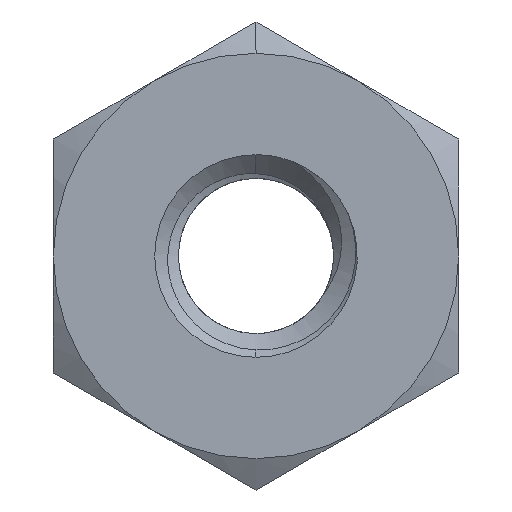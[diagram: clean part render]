
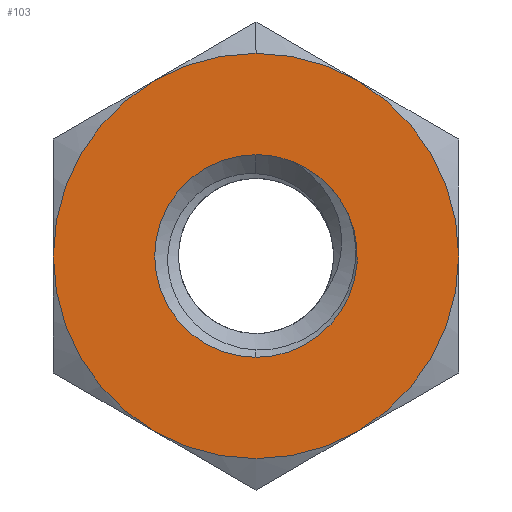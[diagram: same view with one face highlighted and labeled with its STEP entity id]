
A CAD part, front view. The second image highlights one B-rep face of the part: STEP entity #103.
In plain terms, the highlighted planar face has unit normal (0, -1, 0).
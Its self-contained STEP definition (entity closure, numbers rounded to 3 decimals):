
#1 = CIRCLE ( 'NONE', #805, 1.25 ) ;
#12 = ORIENTED_EDGE ( 'NONE', *, *, #35, .T. ) ;
#35 = EDGE_CURVE ( 'NONE', #630, #927, #1266, .T. ) ;
#72 = ORIENTED_EDGE ( 'NONE', *, *, #1388, .T. ) ;
#76 = DIRECTION ( 'NONE',  ( 0., 0., 1. ) ) ;
#103 = ADVANCED_FACE ( 'NONE', ( #207, #658 ), #1569, .F. ) ;
#152 = ORIENTED_EDGE ( 'NONE', *, *, #1212, .T. ) ;
#174 = AXIS2_PLACEMENT_3D ( 'NONE', #1278, #1878, #500 ) ;
#176 = CIRCLE ( 'NONE', #1736, 2.5 ) ;
#192 = VERTEX_POINT ( 'NONE', #672 ) ;
#207 = FACE_OUTER_BOUND ( 'NONE', #1248, .T. ) ;
#279 = AXIS2_PLACEMENT_3D ( 'NONE', #1060, #614, #1366 ) ;
#299 = DIRECTION ( 'NONE',  ( 0., 1., 0. ) ) ;
#326 = ORIENTED_EDGE ( 'NONE', *, *, #1368, .T. ) ;
#333 = VERTEX_POINT ( 'NONE', #1644 ) ;
#334 = AXIS2_PLACEMENT_3D ( 'NONE', #733, #299, #1810 ) ;
#355 = VERTEX_POINT ( 'NONE', #1367 ) ;
#387 = CIRCLE ( 'NONE', #834, 2.5 ) ;
#402 = DIRECTION ( 'NONE',  ( 0., 1., 0. ) ) ;
#410 = CARTESIAN_POINT ( 'NONE',  ( 0., -1., 0. ) ) ;
#422 = AXIS2_PLACEMENT_3D ( 'NONE', #1824, #1072, #916 ) ;
#435 = EDGE_CURVE ( 'NONE', #603, #630, #1, .T. ) ;
#453 = VERTEX_POINT ( 'NONE', #1058 ) ;
#468 = EDGE_LOOP ( 'NONE', ( #326, #988, #12, #152 ) ) ;
#489 = CIRCLE ( 'NONE', #1038, 2.5 ) ;
#494 = ORIENTED_EDGE ( 'NONE', *, *, #756, .T. ) ;
#500 = DIRECTION ( 'NONE',  ( 0., 0., 1. ) ) ;
#546 = DIRECTION ( 'NONE',  ( 0., -1., 0. ) ) ;
#553 = CIRCLE ( 'NONE', #1195, 1.25 ) ;
#603 = VERTEX_POINT ( 'NONE', #793 ) ;
#605 = DIRECTION ( 'NONE',  ( 0., -1., 0. ) ) ;
#614 = DIRECTION ( 'NONE',  ( 0., 1., 0. ) ) ;
#619 = CARTESIAN_POINT ( 'NONE',  ( 2.5, -1., 0. ) ) ;
#630 = VERTEX_POINT ( 'NONE', #663 ) ;
#631 = EDGE_CURVE ( 'NONE', #333, #1674, #176, .T. ) ;
#650 = CARTESIAN_POINT ( 'NONE',  ( 0., -1., 0. ) ) ;
#658 = FACE_BOUND ( 'NONE', #468, .T. ) ;
#663 = CARTESIAN_POINT ( 'NONE',  ( 0., -1., -1.25 ) ) ;
#672 = CARTESIAN_POINT ( 'NONE',  ( 0.436, -1., 1.172 ) ) ;
#723 = CARTESIAN_POINT ( 'NONE',  ( 1.25, -1., 2.165 ) ) ;
#733 = CARTESIAN_POINT ( 'NONE',  ( 0., -1., 0. ) ) ;
#739 = DIRECTION ( 'NONE',  ( 0., 1., 0. ) ) ;
#746 = CIRCLE ( 'NONE', #279, 1.25 ) ;
#752 = DIRECTION ( 'NONE',  ( 0., 0., 1. ) ) ;
#756 = EDGE_CURVE ( 'NONE', #1704, #333, #387, .T. ) ;
#778 = ORIENTED_EDGE ( 'NONE', *, *, #631, .T. ) ;
#781 = CARTESIAN_POINT ( 'NONE',  ( 0., -1., 1.25 ) ) ;
#782 = VERTEX_POINT ( 'NONE', #619 ) ;
#793 = CARTESIAN_POINT ( 'NONE',  ( 1.136, -1., 0.521 ) ) ;
#805 = AXIS2_PLACEMENT_3D ( 'NONE', #1507, #739, #869 ) ;
#806 = AXIS2_PLACEMENT_3D ( 'NONE', #904, #605, #752 ) ;
#831 = CARTESIAN_POINT ( 'NONE',  ( 0., -1., 0. ) ) ;
#834 = AXIS2_PLACEMENT_3D ( 'NONE', #1505, #1378, #1980 ) ;
#869 = DIRECTION ( 'NONE',  ( 0., 0., 1. ) ) ;
#876 = DIRECTION ( 'NONE',  ( 0., -1., 0. ) ) ;
#904 = CARTESIAN_POINT ( 'NONE',  ( 0., -1., 0. ) ) ;
#909 = ORIENTED_EDGE ( 'NONE', *, *, #1616, .T. ) ;
#916 = DIRECTION ( 'NONE',  ( 0., 0., 1. ) ) ;
#927 = VERTEX_POINT ( 'NONE', #781 ) ;
#935 = ORIENTED_EDGE ( 'NONE', *, *, #1325, .T. ) ;
#945 = AXIS2_PLACEMENT_3D ( 'NONE', #1627, #876, #76 ) ;
#988 = ORIENTED_EDGE ( 'NONE', *, *, #435, .T. ) ;
#1000 = EDGE_CURVE ( 'NONE', #1063, #782, #489, .T. ) ;
#1038 = AXIS2_PLACEMENT_3D ( 'NONE', #831, #402, #1945 ) ;
#1058 = CARTESIAN_POINT ( 'NONE',  ( 1.25, -1., -2.165 ) ) ;
#1060 = CARTESIAN_POINT ( 'NONE',  ( 0., -1., 0. ) ) ;
#1063 = VERTEX_POINT ( 'NONE', #723 ) ;
#1072 = DIRECTION ( 'NONE',  ( 0., -1., 0. ) ) ;
#1195 = AXIS2_PLACEMENT_3D ( 'NONE', #650, #1609, #1270 ) ;
#1212 = EDGE_CURVE ( 'NONE', #927, #192, #553, .T. ) ;
#1223 = ORIENTED_EDGE ( 'NONE', *, *, #1000, .F. ) ;
#1248 = EDGE_LOOP ( 'NONE', ( #1668, #935, #494, #778, #909, #72, #1223 ) ) ;
#1250 = DIRECTION ( 'NONE',  ( 0., -1., 0. ) ) ;
#1266 = CIRCLE ( 'NONE', #334, 1.25 ) ;
#1270 = DIRECTION ( 'NONE',  ( 0., 0., 1. ) ) ;
#1278 = CARTESIAN_POINT ( 'NONE',  ( -2.5, -1., -1.443 ) ) ;
#1325 = EDGE_CURVE ( 'NONE', #355, #1704, #1453, .T. ) ;
#1366 = DIRECTION ( 'NONE',  ( 0., 0., 1. ) ) ;
#1367 = CARTESIAN_POINT ( 'NONE',  ( 0., -1., 2.5 ) ) ;
#1368 = EDGE_CURVE ( 'NONE', #192, #603, #746, .T. ) ;
#1378 = DIRECTION ( 'NONE',  ( 0., -1., 0. ) ) ;
#1388 = EDGE_CURVE ( 'NONE', #453, #782, #1648, .T. ) ;
#1401 = CARTESIAN_POINT ( 'NONE',  ( 0., -1., 0. ) ) ;
#1417 = DIRECTION ( 'NONE',  ( 0., 0., 1. ) ) ;
#1425 = AXIS2_PLACEMENT_3D ( 'NONE', #410, #546, #1951 ) ;
#1453 = CIRCLE ( 'NONE', #806, 2.5 ) ;
#1505 = CARTESIAN_POINT ( 'NONE',  ( 0., -1., 0. ) ) ;
#1507 = CARTESIAN_POINT ( 'NONE',  ( 0., -1., 0. ) ) ;
#1569 = PLANE ( 'NONE',  #174 ) ;
#1609 = DIRECTION ( 'NONE',  ( 0., 1., 0. ) ) ;
#1616 = EDGE_CURVE ( 'NONE', #1674, #453, #1739, .T. ) ;
#1627 = CARTESIAN_POINT ( 'NONE',  ( 0., -1., 0. ) ) ;
#1644 = CARTESIAN_POINT ( 'NONE',  ( -2.5, -1., 0. ) ) ;
#1648 = CIRCLE ( 'NONE', #422, 2.5 ) ;
#1668 = ORIENTED_EDGE ( 'NONE', *, *, #1682, .T. ) ;
#1674 = VERTEX_POINT ( 'NONE', #1786 ) ;
#1682 = EDGE_CURVE ( 'NONE', #1063, #355, #1869, .T. ) ;
#1685 = CARTESIAN_POINT ( 'NONE',  ( -1.25, -1., 2.165 ) ) ;
#1704 = VERTEX_POINT ( 'NONE', #1685 ) ;
#1736 = AXIS2_PLACEMENT_3D ( 'NONE', #1401, #1250, #1417 ) ;
#1739 = CIRCLE ( 'NONE', #945, 2.5 ) ;
#1786 = CARTESIAN_POINT ( 'NONE',  ( -1.25, -1., -2.165 ) ) ;
#1810 = DIRECTION ( 'NONE',  ( 0., 0., 1. ) ) ;
#1824 = CARTESIAN_POINT ( 'NONE',  ( 0., -1., 0. ) ) ;
#1869 = CIRCLE ( 'NONE', #1425, 2.5 ) ;
#1878 = DIRECTION ( 'NONE',  ( 0., 1., 0. ) ) ;
#1945 = DIRECTION ( 'NONE',  ( 0., 0., 1. ) ) ;
#1951 = DIRECTION ( 'NONE',  ( 0., 0., 1. ) ) ;
#1980 = DIRECTION ( 'NONE',  ( 0., 0., 1. ) ) ;
